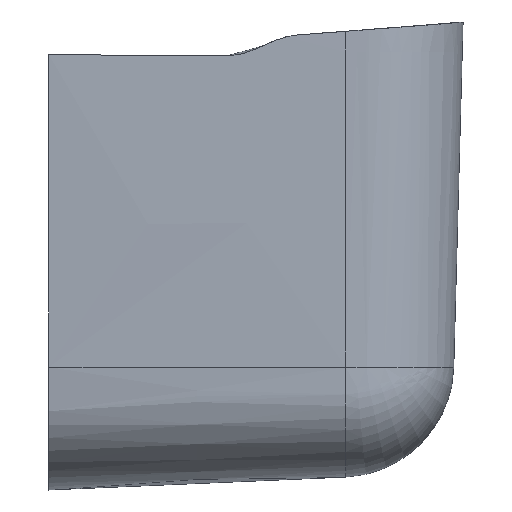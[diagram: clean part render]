
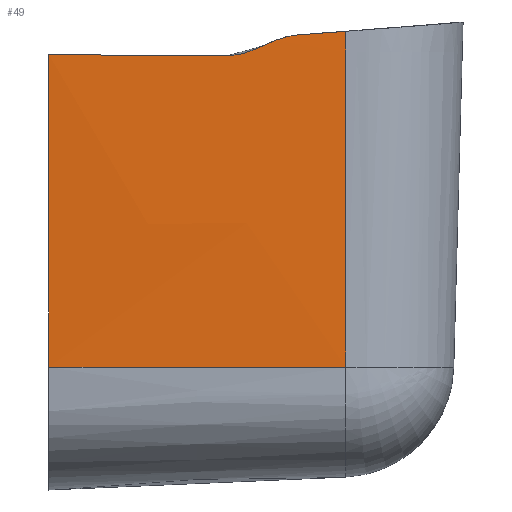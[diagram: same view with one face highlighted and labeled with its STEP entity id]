
A CAD part, left-side view. The second image highlights one B-rep face of the part: STEP entity #49.
In plain terms, the highlighted free-form (B-spline) face has degree [3, 3] with [4, 6] control points.
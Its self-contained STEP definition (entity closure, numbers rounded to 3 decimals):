
#49=ADVANCED_FACE('',(#72),#60,.F.);
#60=B_SPLINE_SURFACE_WITH_KNOTS('',3,3,((#1548,#1549,#1550,#1551,#1552,
#1553),(#1554,#1555,#1556,#1557,#1558,#1559),(#1560,#1561,#1562,#1563,#1564,
#1565),(#1566,#1567,#1568,#1569,#1570,#1571)),.UNSPECIFIED.,.F.,.F.,.F.,
(4,4),(4,1,1,4),(0.,1.),(0.,0.5,0.75,1.),.UNSPECIFIED.);
#72=FACE_OUTER_BOUND('',#84,.T.);
#84=EDGE_LOOP('',(#127,#128,#129,#130,#131,#132,#133,#134));
#127=ORIENTED_EDGE('',*,*,#199,.F.);
#128=ORIENTED_EDGE('',*,*,#198,.F.);
#129=ORIENTED_EDGE('',*,*,#205,.F.);
#130=ORIENTED_EDGE('',*,*,#210,.F.);
#131=ORIENTED_EDGE('',*,*,#216,.F.);
#132=ORIENTED_EDGE('',*,*,#226,.T.);
#133=ORIENTED_EDGE('',*,*,#225,.F.);
#134=ORIENTED_EDGE('',*,*,#224,.T.);
#168=VERTEX_POINT('',#286);
#170=VERTEX_POINT('',#292);
#171=VERTEX_POINT('',#297);
#176=VERTEX_POINT('',#464);
#179=VERTEX_POINT('',#569);
#184=VERTEX_POINT('',#686);
#190=VERTEX_POINT('',#811);
#191=VERTEX_POINT('',#1321);
#198=EDGE_CURVE('',#168,#170,#237,.T.);
#199=EDGE_CURVE('',#170,#171,#238,.T.);
#205=EDGE_CURVE('',#176,#168,#244,.T.);
#210=EDGE_CURVE('',#179,#176,#249,.T.);
#216=EDGE_CURVE('',#184,#179,#255,.T.);
#224=EDGE_CURVE('',#191,#171,#263,.T.);
#225=EDGE_CURVE('',#191,#190,#264,.T.);
#226=EDGE_CURVE('',#184,#190,#265,.T.);
#237=B_SPLINE_CURVE_WITH_KNOTS('',3,(#288,#289,#290,#291),.UNSPECIFIED.,
 .F.,.F.,(4,4),(0.,1.),.UNSPECIFIED.);
#238=B_SPLINE_CURVE_WITH_KNOTS('',3,(#293,#294,#295,#296),.UNSPECIFIED.,
 .F.,.F.,(4,4),(0.,1.),.UNSPECIFIED.);
#244=B_SPLINE_CURVE_WITH_KNOTS('',3,(#456,#457,#458,#459,#460,#461,#462,
#463),.UNSPECIFIED.,.F.,.F.,(4,2,2,4),(0.,0.25,0.5,1.),.UNSPECIFIED.);
#249=B_SPLINE_CURVE_WITH_KNOTS('',3,(#570,#571,#572,#573,#574,#575,#576,
#577,#578,#579,#580,#581),.UNSPECIFIED.,.F.,.F.,(4,2,2,2,2,4),(0.,0.5,0.75,
0.875,0.938,1.),.UNSPECIFIED.);
#255=B_SPLINE_CURVE_WITH_KNOTS('',3,(#687,#688,#689,#690),.UNSPECIFIED.,
 .F.,.F.,(4,4),(0.,1.),.UNSPECIFIED.);
#263=B_SPLINE_CURVE_WITH_KNOTS('',3,(#1315,#1316,#1317,#1318,#1319,#1320),
 .UNSPECIFIED.,.F.,.F.,(4,1,1,4),(0.,0.25,0.5,1.),.UNSPECIFIED.);
#264=B_SPLINE_CURVE_WITH_KNOTS('',3,(#1322,#1323,#1324,#1325,#1326),
 .UNSPECIFIED.,.F.,.F.,(4,1,4),(0.,0.5,1.),.UNSPECIFIED.);
#265=B_SPLINE_CURVE_WITH_KNOTS('',3,(#1544,#1545,#1546,#1547),
 .UNSPECIFIED.,.F.,.F.,(4,4),(0.,1.),.UNSPECIFIED.);
#286=CARTESIAN_POINT('',(-81.805,-27.872,145.128));
#288=CARTESIAN_POINT('',(-81.805,-27.872,145.13));
#289=CARTESIAN_POINT('',(-80.929,-38.675,145.951));
#290=CARTESIAN_POINT('',(-80.053,-49.477,146.768));
#291=CARTESIAN_POINT('',(-79.178,-60.279,147.588));
#292=CARTESIAN_POINT('',(-79.176,-60.28,147.588));
#293=CARTESIAN_POINT('',(-79.175,-60.279,147.588));
#294=CARTESIAN_POINT('',(-79.175,-60.305,147.59));
#295=CARTESIAN_POINT('',(-79.175,-60.33,147.592));
#296=CARTESIAN_POINT('',(-79.175,-60.356,147.594));
#297=CARTESIAN_POINT('',(-79.171,-60.356,147.593));
#456=CARTESIAN_POINT('',(-85.095,17.048,131.539));
#457=CARTESIAN_POINT('',(-84.77,13.1,131.535));
#458=CARTESIAN_POINT('',(-84.481,9.284,132.295));
#459=CARTESIAN_POINT('',(-83.94,1.799,134.668));
#460=CARTESIAN_POINT('',(-83.692,-1.817,136.261));
#461=CARTESIAN_POINT('',(-82.95,-12.626,141.1));
#462=CARTESIAN_POINT('',(-82.459,-19.777,144.483));
#463=CARTESIAN_POINT('',(-81.805,-27.873,145.126));
#464=CARTESIAN_POINT('',(-85.095,17.048,131.539));
#569=CARTESIAN_POINT('',(-94.902,136.055,132.04));
#570=CARTESIAN_POINT('',(-94.902,136.055,132.04));
#571=CARTESIAN_POINT('',(-93.267,116.221,131.939));
#572=CARTESIAN_POINT('',(-91.632,96.386,131.86));
#573=CARTESIAN_POINT('',(-89.181,66.634,131.742));
#574=CARTESIAN_POINT('',(-88.364,56.717,131.703));
#575=CARTESIAN_POINT('',(-87.138,41.841,131.642));
#576=CARTESIAN_POINT('',(-86.729,36.883,131.622));
#577=CARTESIAN_POINT('',(-86.116,29.445,131.591));
#578=CARTESIAN_POINT('',(-85.912,26.966,131.581));
#579=CARTESIAN_POINT('',(-85.503,22.007,131.56));
#580=CARTESIAN_POINT('',(-85.299,19.528,131.542));
#581=CARTESIAN_POINT('',(-85.095,17.048,131.539));
#686=CARTESIAN_POINT('',(-83.79,136.087,-74.8));
#687=CARTESIAN_POINT('',(-83.79,136.08,-74.8));
#688=CARTESIAN_POINT('',(-89.49,136.071,-5.961));
#689=CARTESIAN_POINT('',(-92.14,136.063,63.043));
#690=CARTESIAN_POINT('',(-94.902,136.055,132.04));
#811=CARTESIAN_POINT('',(-72.999,-60.356,-74.8));
#1315=CARTESIAN_POINT('',(-72.547,-60.356,-91.103));
#1316=CARTESIAN_POINT('',(-73.587,-60.356,-53.618));
#1317=CARTESIAN_POINT('',(-75.668,-60.356,21.354));
#1318=CARTESIAN_POINT('',(-79.829,-60.356,171.296));
#1319=CARTESIAN_POINT('',(-82.95,-60.356,283.753));
#1320=CARTESIAN_POINT('',(-85.031,-60.356,358.724));
#1321=CARTESIAN_POINT('',(-78.789,-60.356,133.81));
#1322=CARTESIAN_POINT('',(-78.789,-60.356,133.81));
#1323=CARTESIAN_POINT('',(-77.749,-60.356,96.325));
#1324=CARTESIAN_POINT('',(-75.668,-60.356,21.354));
#1325=CARTESIAN_POINT('',(-73.587,-60.356,-53.618));
#1326=CARTESIAN_POINT('',(-72.547,-60.356,-91.103));
#1544=CARTESIAN_POINT('',(-83.79,136.087,-74.8));
#1545=CARTESIAN_POINT('',(-80.084,70.02,-74.8));
#1546=CARTESIAN_POINT('',(-76.485,4.539,-74.8));
#1547=CARTESIAN_POINT('',(-72.999,-60.356,-74.8));
#1548=CARTESIAN_POINT('',(-104.6,136.017,364.862));
#1549=CARTESIAN_POINT('',(-101.339,136.03,288.069));
#1550=CARTESIAN_POINT('',(-96.447,136.05,172.88));
#1551=CARTESIAN_POINT('',(-90.476,136.078,19.267));
#1552=CARTESIAN_POINT('',(-85.493,136.091,-57.45));
#1553=CARTESIAN_POINT('',(-81.96,136.097,-95.719));
#1554=CARTESIAN_POINT('',(-97.743,67.208,362.711));
#1555=CARTESIAN_POINT('',(-94.895,67.216,286.556));
#1556=CARTESIAN_POINT('',(-90.624,67.229,172.325));
#1557=CARTESIAN_POINT('',(-85.287,67.247,19.998));
#1558=CARTESIAN_POINT('',(-81.322,67.255,-56.107));
#1559=CARTESIAN_POINT('',(-78.662,67.26,-94.102));
#1560=CARTESIAN_POINT('',(-90.886,-1.602,360.56));
#1561=CARTESIAN_POINT('',(-88.452,-1.598,285.044));
#1562=CARTESIAN_POINT('',(-84.801,-1.592,171.77));
#1563=CARTESIAN_POINT('',(-80.098,-1.584,20.729));
#1564=CARTESIAN_POINT('',(-77.15,-1.58,-54.764));
#1565=CARTESIAN_POINT('',(-75.363,-1.578,-92.484));
#1566=CARTESIAN_POINT('',(-84.029,-70.411,358.409));
#1567=CARTESIAN_POINT('',(-82.009,-70.412,283.532));
#1568=CARTESIAN_POINT('',(-78.978,-70.413,171.215));
#1569=CARTESIAN_POINT('',(-74.91,-70.414,21.46));
#1570=CARTESIAN_POINT('',(-72.978,-70.415,-53.421));
#1571=CARTESIAN_POINT('',(-72.065,-70.415,-90.867));
